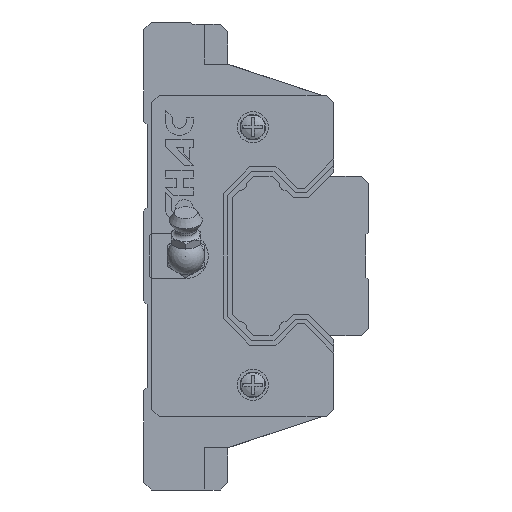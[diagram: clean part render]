
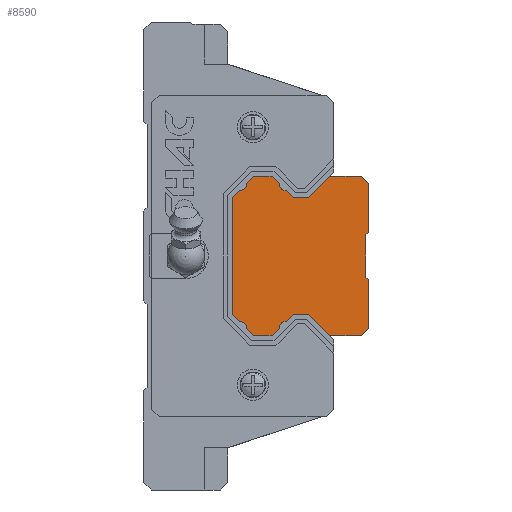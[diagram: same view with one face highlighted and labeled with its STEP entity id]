
A CAD part, left-side view. The second image highlights one B-rep face of the part: STEP entity #8590.
In plain terms, the highlighted planar face has unit normal (-1, 0, 0).
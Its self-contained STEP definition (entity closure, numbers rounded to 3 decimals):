
#229=CIRCLE('',#9165,1.487);
#230=CIRCLE('',#9166,1.487);
#231=CIRCLE('',#9167,1.487);
#232=CIRCLE('',#9168,1.487);
#445=ORIENTED_EDGE('',*,*,#2935,.T.);
#446=ORIENTED_EDGE('',*,*,#2904,.F.);
#447=ORIENTED_EDGE('',*,*,#2936,.F.);
#448=ORIENTED_EDGE('',*,*,#2937,.F.);
#449=ORIENTED_EDGE('',*,*,#2938,.F.);
#450=ORIENTED_EDGE('',*,*,#2939,.F.);
#451=ORIENTED_EDGE('',*,*,#2940,.F.);
#452=ORIENTED_EDGE('',*,*,#2941,.T.);
#453=ORIENTED_EDGE('',*,*,#2942,.F.);
#454=ORIENTED_EDGE('',*,*,#2943,.F.);
#455=ORIENTED_EDGE('',*,*,#2944,.F.);
#456=ORIENTED_EDGE('',*,*,#2945,.T.);
#457=ORIENTED_EDGE('',*,*,#2946,.F.);
#458=ORIENTED_EDGE('',*,*,#2947,.F.);
#459=ORIENTED_EDGE('',*,*,#2948,.F.);
#460=ORIENTED_EDGE('',*,*,#2949,.T.);
#461=ORIENTED_EDGE('',*,*,#2950,.F.);
#462=ORIENTED_EDGE('',*,*,#2951,.F.);
#463=ORIENTED_EDGE('',*,*,#2952,.F.);
#464=ORIENTED_EDGE('',*,*,#2953,.T.);
#465=ORIENTED_EDGE('',*,*,#2954,.F.);
#466=ORIENTED_EDGE('',*,*,#2955,.F.);
#467=ORIENTED_EDGE('',*,*,#2956,.F.);
#468=ORIENTED_EDGE('',*,*,#2957,.F.);
#469=ORIENTED_EDGE('',*,*,#2958,.F.);
#470=ORIENTED_EDGE('',*,*,#2906,.F.);
#471=ORIENTED_EDGE('',*,*,#2959,.T.);
#472=ORIENTED_EDGE('',*,*,#2960,.T.);
#2904=EDGE_CURVE('',#4150,#4148,#4996,.T.);
#2906=EDGE_CURVE('',#4152,#4153,#4998,.T.);
#2935=EDGE_CURVE('',#4179,#4148,#5023,.T.);
#2936=EDGE_CURVE('',#4180,#4150,#5024,.T.);
#2937=EDGE_CURVE('',#4181,#4180,#5025,.T.);
#2938=EDGE_CURVE('',#4182,#4181,#5026,.T.);
#2939=EDGE_CURVE('',#4183,#4182,#5027,.T.);
#2940=EDGE_CURVE('',#4184,#4183,#5028,.T.);
#2941=EDGE_CURVE('',#4184,#4185,#229,.T.);
#2942=EDGE_CURVE('',#4186,#4185,#5029,.T.);
#2943=EDGE_CURVE('',#4187,#4186,#5030,.T.);
#2944=EDGE_CURVE('',#4188,#4187,#5031,.T.);
#2945=EDGE_CURVE('',#4188,#4189,#230,.T.);
#2946=EDGE_CURVE('',#4190,#4189,#5032,.T.);
#2947=EDGE_CURVE('',#4191,#4190,#5033,.T.);
#2948=EDGE_CURVE('',#4192,#4191,#5034,.T.);
#2949=EDGE_CURVE('',#4192,#4193,#231,.T.);
#2950=EDGE_CURVE('',#4194,#4193,#5035,.T.);
#2951=EDGE_CURVE('',#4195,#4194,#5036,.T.);
#2952=EDGE_CURVE('',#4196,#4195,#5037,.T.);
#2953=EDGE_CURVE('',#4196,#4197,#232,.T.);
#2954=EDGE_CURVE('',#4198,#4197,#5038,.T.);
#2955=EDGE_CURVE('',#4199,#4198,#5039,.T.);
#2956=EDGE_CURVE('',#4200,#4199,#5040,.T.);
#2957=EDGE_CURVE('',#4201,#4200,#5041,.T.);
#2958=EDGE_CURVE('',#4153,#4201,#5042,.T.);
#2959=EDGE_CURVE('',#4152,#4202,#5043,.T.);
#2960=EDGE_CURVE('',#4202,#4179,#5044,.T.);
#4148=VERTEX_POINT('',#12274);
#4150=VERTEX_POINT('',#12278);
#4152=VERTEX_POINT('',#12283);
#4153=VERTEX_POINT('',#12285);
#4179=VERTEX_POINT('',#12342);
#4180=VERTEX_POINT('',#12344);
#4181=VERTEX_POINT('',#12346);
#4182=VERTEX_POINT('',#12348);
#4183=VERTEX_POINT('',#12350);
#4184=VERTEX_POINT('',#12352);
#4185=VERTEX_POINT('',#12354);
#4186=VERTEX_POINT('',#12356);
#4187=VERTEX_POINT('',#12358);
#4188=VERTEX_POINT('',#12360);
#4189=VERTEX_POINT('',#12362);
#4190=VERTEX_POINT('',#12364);
#4191=VERTEX_POINT('',#12366);
#4192=VERTEX_POINT('',#12368);
#4193=VERTEX_POINT('',#12370);
#4194=VERTEX_POINT('',#12372);
#4195=VERTEX_POINT('',#12374);
#4196=VERTEX_POINT('',#12376);
#4197=VERTEX_POINT('',#12378);
#4198=VERTEX_POINT('',#12380);
#4199=VERTEX_POINT('',#12382);
#4200=VERTEX_POINT('',#12384);
#4201=VERTEX_POINT('',#12386);
#4202=VERTEX_POINT('',#12389);
#4996=LINE('',#12279,#6016);
#4998=LINE('',#12284,#6018);
#5023=LINE('',#12341,#6043);
#5024=LINE('',#12343,#6044);
#5025=LINE('',#12345,#6045);
#5026=LINE('',#12347,#6046);
#5027=LINE('',#12349,#6047);
#5028=LINE('',#12351,#6048);
#5029=LINE('',#12355,#6049);
#5030=LINE('',#12357,#6050);
#5031=LINE('',#12359,#6051);
#5032=LINE('',#12363,#6052);
#5033=LINE('',#12365,#6053);
#5034=LINE('',#12367,#6054);
#5035=LINE('',#12371,#6055);
#5036=LINE('',#12373,#6056);
#5037=LINE('',#12375,#6057);
#5038=LINE('',#12379,#6058);
#5039=LINE('',#12381,#6059);
#5040=LINE('',#12383,#6060);
#5041=LINE('',#12385,#6061);
#5042=LINE('',#12387,#6062);
#5043=LINE('',#12388,#6063);
#5044=LINE('',#12390,#6064);
#6016=VECTOR('',#9861,1000.);
#6018=VECTOR('',#9865,1000.);
#6043=VECTOR('',#9902,1000.);
#6044=VECTOR('',#9903,1000.);
#6045=VECTOR('',#9904,1000.);
#6046=VECTOR('',#9905,1000.);
#6047=VECTOR('',#9906,1000.);
#6048=VECTOR('',#9907,1000.);
#6049=VECTOR('',#9910,1000.);
#6050=VECTOR('',#9911,1000.);
#6051=VECTOR('',#9912,1000.);
#6052=VECTOR('',#9915,1000.);
#6053=VECTOR('',#9916,1000.);
#6054=VECTOR('',#9917,1000.);
#6055=VECTOR('',#9920,1000.);
#6056=VECTOR('',#9921,1000.);
#6057=VECTOR('',#9922,1000.);
#6058=VECTOR('',#9925,1000.);
#6059=VECTOR('',#9926,1000.);
#6060=VECTOR('',#9927,1000.);
#6061=VECTOR('',#9928,1000.);
#6062=VECTOR('',#9929,1000.);
#6063=VECTOR('',#9930,1000.);
#6064=VECTOR('',#9931,1000.);
#7036=EDGE_LOOP('',(#445,#446,#447,#448,#449,#450,#451,#452,#453,#454,#455,
#456,#457,#458,#459,#460,#461,#462,#463,#464,#465,#466,#467,#468,#469,#470,
#471,#472));
#7620=FACE_BOUND('',#7036,.T.);
#8204=PLANE('',#9164);
#8590=ADVANCED_FACE('',(#7620),#8204,.F.);
#9164=AXIS2_PLACEMENT_3D('',#12340,#9900,#9901);
#9165=AXIS2_PLACEMENT_3D('',#12353,#9908,#9909);
#9166=AXIS2_PLACEMENT_3D('',#12361,#9913,#9914);
#9167=AXIS2_PLACEMENT_3D('',#12369,#9918,#9919);
#9168=AXIS2_PLACEMENT_3D('',#12377,#9923,#9924);
#9861=DIRECTION('',(0.,0.,-1.));
#9865=DIRECTION('',(0.,0.,-1.));
#9900=DIRECTION('',(1.,0.,0.));
#9901=DIRECTION('',(0.,0.,-1.));
#9902=DIRECTION('',(0.,-0.707,0.707));
#9903=DIRECTION('',(0.,-0.707,-0.707));
#9904=DIRECTION('',(0.,-1.,0.));
#9905=DIRECTION('',(0.,-0.707,0.707));
#9906=DIRECTION('',(0.,-1.,0.));
#9907=DIRECTION('',(0.,-0.707,-0.707));
#9908=DIRECTION('',(1.,0.,0.));
#9909=DIRECTION('',(0.,0.,-1.));
#9910=DIRECTION('',(0.,-0.707,-0.707));
#9911=DIRECTION('',(0.,-1.,0.));
#9912=DIRECTION('',(0.,-0.707,0.707));
#9913=DIRECTION('',(1.,0.,0.));
#9914=DIRECTION('',(0.,0.,-1.));
#9915=DIRECTION('',(0.,-0.707,0.707));
#9916=DIRECTION('',(0.,0.,1.));
#9917=DIRECTION('',(0.,0.707,0.707));
#9918=DIRECTION('',(1.,0.,0.));
#9919=DIRECTION('',(0.,0.,-1.));
#9920=DIRECTION('',(0.,0.707,0.707));
#9921=DIRECTION('',(0.,1.,0.));
#9922=DIRECTION('',(0.,0.707,-0.707));
#9923=DIRECTION('',(1.,0.,0.));
#9924=DIRECTION('',(0.,0.,-1.));
#9925=DIRECTION('',(0.,0.707,-0.707));
#9926=DIRECTION('',(0.,1.,0.));
#9927=DIRECTION('',(0.,0.707,0.707));
#9928=DIRECTION('',(0.,1.,0.));
#9929=DIRECTION('',(0.,0.707,-0.707));
#9930=DIRECTION('',(0.,0.707,0.707));
#9931=DIRECTION('',(0.,0.,1.));
#12274=CARTESIAN_POINT('',(-100.,0.,5.));
#12278=CARTESIAN_POINT('',(-100.,0.,15.5));
#12279=CARTESIAN_POINT('',(-100.,0.,15.5));
#12283=CARTESIAN_POINT('',(-100.,0.,-5.));
#12284=CARTESIAN_POINT('',(-100.,0.,15.5));
#12285=CARTESIAN_POINT('',(-100.,0.,-15.5));
#12340=CARTESIAN_POINT('',(-100.,17.577,15.463));
#12341=CARTESIAN_POINT('',(-100.,0.5,4.5));
#12342=CARTESIAN_POINT('',(-100.,0.5,4.5));
#12343=CARTESIAN_POINT('',(-100.,1.5,17.));
#12344=CARTESIAN_POINT('',(-100.,1.5,17.));
#12345=CARTESIAN_POINT('',(-100.,8.25,17.));
#12346=CARTESIAN_POINT('',(-100.,8.25,17.));
#12347=CARTESIAN_POINT('',(-100.,12.786,12.464));
#12348=CARTESIAN_POINT('',(-100.,12.786,12.464));
#12349=CARTESIAN_POINT('',(-100.,16.04,12.464));
#12350=CARTESIAN_POINT('',(-100.,16.04,12.464));
#12351=CARTESIAN_POINT('',(-100.,17.552,13.976));
#12352=CARTESIAN_POINT('',(-100.,17.552,13.976));
#12353=CARTESIAN_POINT('',(-100.,17.577,15.463));
#12354=CARTESIAN_POINT('',(-100.,19.064,15.488));
#12355=CARTESIAN_POINT('',(-100.,20.576,17.));
#12356=CARTESIAN_POINT('',(-100.,20.576,17.));
#12357=CARTESIAN_POINT('',(-100.,24.464,17.));
#12358=CARTESIAN_POINT('',(-100.,24.464,17.));
#12359=CARTESIAN_POINT('',(-100.,25.976,15.488));
#12360=CARTESIAN_POINT('',(-100.,25.976,15.488));
#12361=CARTESIAN_POINT('',(-100.,27.463,15.463));
#12362=CARTESIAN_POINT('',(-100.,27.488,13.976));
#12363=CARTESIAN_POINT('',(-100.,29.,12.464));
#12364=CARTESIAN_POINT('',(-100.,29.,12.464));
#12365=CARTESIAN_POINT('',(-100.,29.,-12.464));
#12366=CARTESIAN_POINT('',(-100.,29.,-12.464));
#12367=CARTESIAN_POINT('',(-100.,27.488,-13.976));
#12368=CARTESIAN_POINT('',(-100.,27.488,-13.976));
#12369=CARTESIAN_POINT('',(-100.,27.463,-15.463));
#12370=CARTESIAN_POINT('',(-100.,25.976,-15.488));
#12371=CARTESIAN_POINT('',(-100.,24.464,-17.));
#12372=CARTESIAN_POINT('',(-100.,24.464,-17.));
#12373=CARTESIAN_POINT('',(-100.,20.576,-17.));
#12374=CARTESIAN_POINT('',(-100.,20.576,-17.));
#12375=CARTESIAN_POINT('',(-100.,19.064,-15.488));
#12376=CARTESIAN_POINT('',(-100.,19.064,-15.488));
#12377=CARTESIAN_POINT('',(-100.,17.577,-15.463));
#12378=CARTESIAN_POINT('',(-100.,17.552,-13.976));
#12379=CARTESIAN_POINT('',(-100.,16.04,-12.464));
#12380=CARTESIAN_POINT('',(-100.,16.04,-12.464));
#12381=CARTESIAN_POINT('',(-100.,12.786,-12.464));
#12382=CARTESIAN_POINT('',(-100.,12.786,-12.464));
#12383=CARTESIAN_POINT('',(-100.,8.25,-17.));
#12384=CARTESIAN_POINT('',(-100.,8.25,-17.));
#12385=CARTESIAN_POINT('',(-100.,1.5,-17.));
#12386=CARTESIAN_POINT('',(-100.,1.5,-17.));
#12387=CARTESIAN_POINT('',(-100.,0.,-15.5));
#12388=CARTESIAN_POINT('',(-100.,0.,-5.));
#12389=CARTESIAN_POINT('',(-100.,0.5,-4.5));
#12390=CARTESIAN_POINT('',(-100.,0.5,-4.5));
